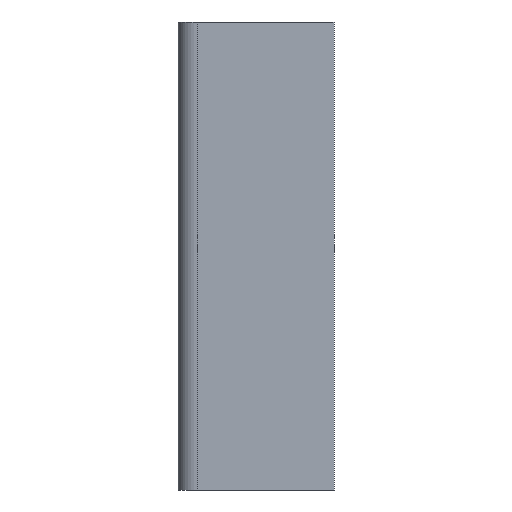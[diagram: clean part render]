
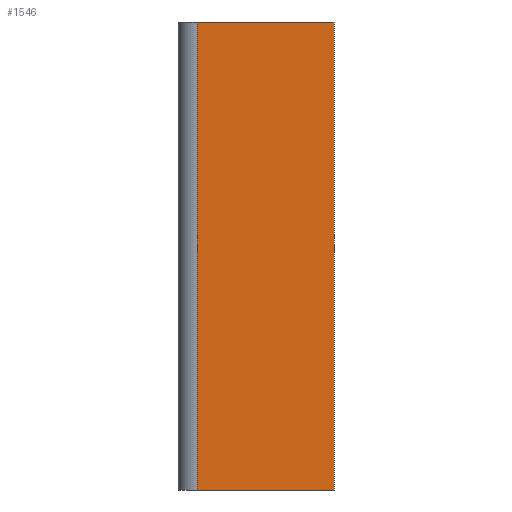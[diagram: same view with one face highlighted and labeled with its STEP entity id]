
A CAD part, left-side view. The second image highlights one B-rep face of the part: STEP entity #1546.
In plain terms, the highlighted planar face has unit normal (-1, 0, 0).
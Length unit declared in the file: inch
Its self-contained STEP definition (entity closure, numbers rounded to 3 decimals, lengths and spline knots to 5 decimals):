
#10 = VECTOR ( 'NONE', #3936, 39.37008 ) ;
#1054 = CARTESIAN_POINT ( 'NONE',  ( -4., -1., -3. ) ) ;
#1546 = ADVANCED_FACE ( 'NONE', ( #8051 ), #1902, .T. ) ;
#1596 = EDGE_LOOP ( 'NONE', ( #4491, #3013, #2786, #2700 ) ) ;
#1794 = LINE ( 'NONE', #2418, #6375 ) ;
#1902 = PLANE ( 'NONE',  #3266 ) ;
#2418 = CARTESIAN_POINT ( 'NONE',  ( -4., 0.75, -3. ) ) ;
#2465 = CARTESIAN_POINT ( 'NONE',  ( -4., -1., 3. ) ) ;
#2676 = VERTEX_POINT ( 'NONE', #7366 ) ;
#2700 = ORIENTED_EDGE ( 'NONE', *, *, #6958, .T. ) ;
#2751 = DIRECTION ( 'NONE',  ( 0., 0., 1. ) ) ;
#2786 = ORIENTED_EDGE ( 'NONE', *, *, #8000, .T. ) ;
#2787 = CARTESIAN_POINT ( 'NONE',  ( -4., 0.75, 3. ) ) ;
#3013 = ORIENTED_EDGE ( 'NONE', *, *, #8622, .T. ) ;
#3051 = DIRECTION ( 'NONE',  ( 0., 0., -1. ) ) ;
#3266 = AXIS2_PLACEMENT_3D ( 'NONE', #7380, #6919, #2751 ) ;
#3905 = DIRECTION ( 'NONE',  ( 0., 0., 1. ) ) ;
#3936 = DIRECTION ( 'NONE',  ( 0., -1., 0. ) ) ;
#3969 = LINE ( 'NONE', #5878, #6130 ) ;
#4491 = ORIENTED_EDGE ( 'NONE', *, *, #5557, .F. ) ;
#5054 = VERTEX_POINT ( 'NONE', #6856 ) ;
#5358 = CARTESIAN_POINT ( 'NONE',  ( -4., -1., -3. ) ) ;
#5557 = EDGE_CURVE ( 'NONE', #8076, #6669, #3969, .T. ) ;
#5878 = CARTESIAN_POINT ( 'NONE',  ( -4., -1., 3. ) ) ;
#6040 = LINE ( 'NONE', #5358, #8025 ) ;
#6130 = VECTOR ( 'NONE', #8617, 39.37008 ) ;
#6375 = VECTOR ( 'NONE', #3051, 39.37008 ) ;
#6669 = VERTEX_POINT ( 'NONE', #2465 ) ;
#6856 = CARTESIAN_POINT ( 'NONE',  ( -4., -1., -3. ) ) ;
#6919 = DIRECTION ( 'NONE',  ( -1., 0., 0. ) ) ;
#6958 = EDGE_CURVE ( 'NONE', #5054, #6669, #6040, .T. ) ;
#7366 = CARTESIAN_POINT ( 'NONE',  ( -4., 0.75, -3. ) ) ;
#7380 = CARTESIAN_POINT ( 'NONE',  ( -4., -1., -3. ) ) ;
#8000 = EDGE_CURVE ( 'NONE', #2676, #5054, #8584, .T. ) ;
#8025 = VECTOR ( 'NONE', #3905, 39.37008 ) ;
#8051 = FACE_OUTER_BOUND ( 'NONE', #1596, .T. ) ;
#8076 = VERTEX_POINT ( 'NONE', #2787 ) ;
#8584 = LINE ( 'NONE', #1054, #10 ) ;
#8617 = DIRECTION ( 'NONE',  ( 0., -1., 0. ) ) ;
#8622 = EDGE_CURVE ( 'NONE', #8076, #2676, #1794, .T. ) ;
